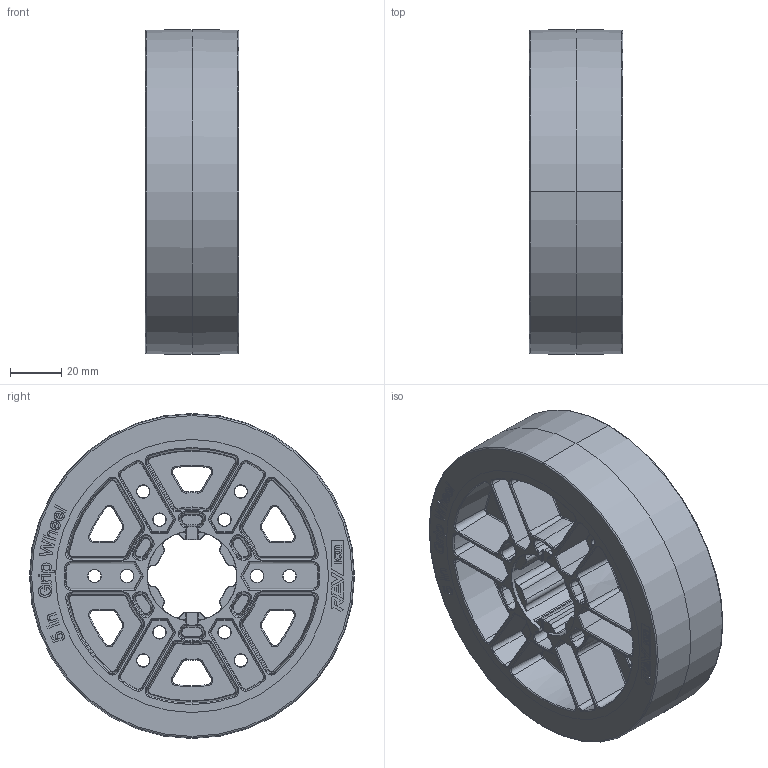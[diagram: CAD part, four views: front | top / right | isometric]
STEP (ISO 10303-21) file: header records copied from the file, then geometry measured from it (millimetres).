
FILE_DESCRIPTION (( 'STEP AP203' ), '1' );
FILE_NAME ('Grip Wheel - 5in - MAXSpline.STEP', '2022-04-05T14:35:52', ( '' ), ( '' ), 'SwSTEP 2.0', 'SolidWorks 2022', '' );
FILE_SCHEMA (( 'CONFIG_CONTROL_DESIGN' ));
Length unit declared in the file: inch
Products named in the file (1): Grip Wheel - 5in - MAXSpline
Bounding box: 36.71 x 127 x 127 mm (x, y, z)
Volume: 274260.5 mm3; surface area: 120098.4 mm2
Topology: 2 solids, 2 shells, 2883 faces, 7135 edges, 4194 vertices
Faces by surface type: torus 860, plane 632, bspline 546, cone 416, cylinder 409, sphere 20
Entity records: 91488 total; most frequent: CARTESIAN_POINT 25983, ORIENTED_EDGE 14030, DIRECTION 13535, EDGE_CURVE 7015, AXIS2_PLACEMENT_3D 5420, VERTEX_POINT 4194, CIRCLE 3082, EDGE_LOOP 3011
